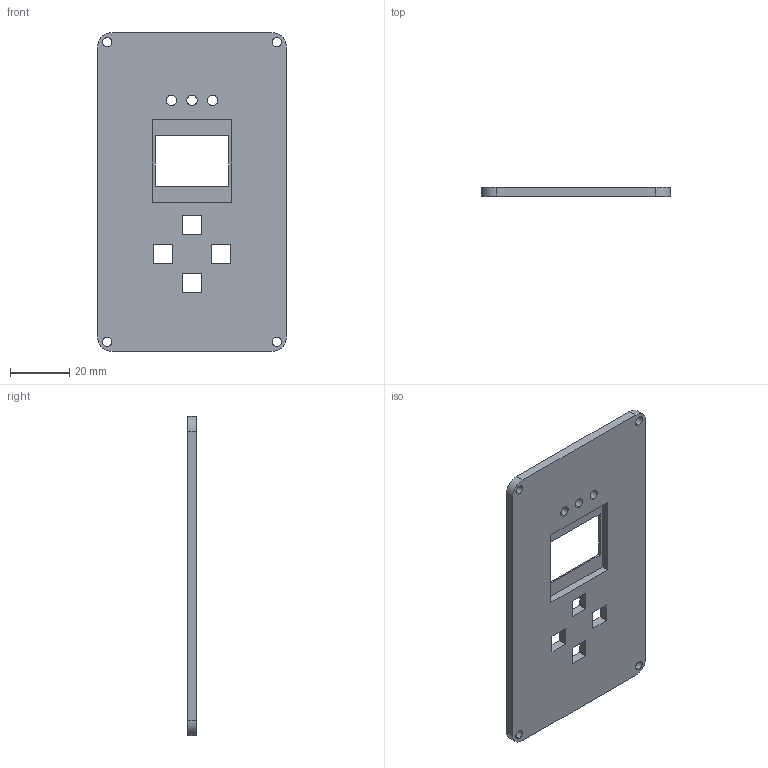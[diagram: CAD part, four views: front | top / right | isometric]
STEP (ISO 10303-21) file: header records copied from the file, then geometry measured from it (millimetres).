
FILE_DESCRIPTION (( 'STEP AP214' ), '1' );
FILE_NAME ('corp_top.STEP', '2025-12-02T15:05:53', ( '' ), ( '' ), 'SwSTEP 2.0', 'SolidWorks 2023', '' );
FILE_SCHEMA (( 'AUTOMOTIVE_DESIGN' ));
Length unit declared in the file: millimetre
Products named in the file (1): corp_top
Bounding box: 64 x 3 x 108 mm (x, y, z)
Volume: 17706.7 mm3; surface area: 14497.7 mm2
Topology: 1 solids, 1 shells, 108 faces, 303 edges, 202 vertices
Faces by surface type: plane 74, cylinder 18, bspline 16
Entity records: 4426 total; most frequent: CARTESIAN_POINT 1638, ORIENTED_EDGE 606, DIRECTION 493, EDGE_CURVE 303, VECTOR 235, LINE 235, VERTEX_POINT 202, EDGE_LOOP 137
